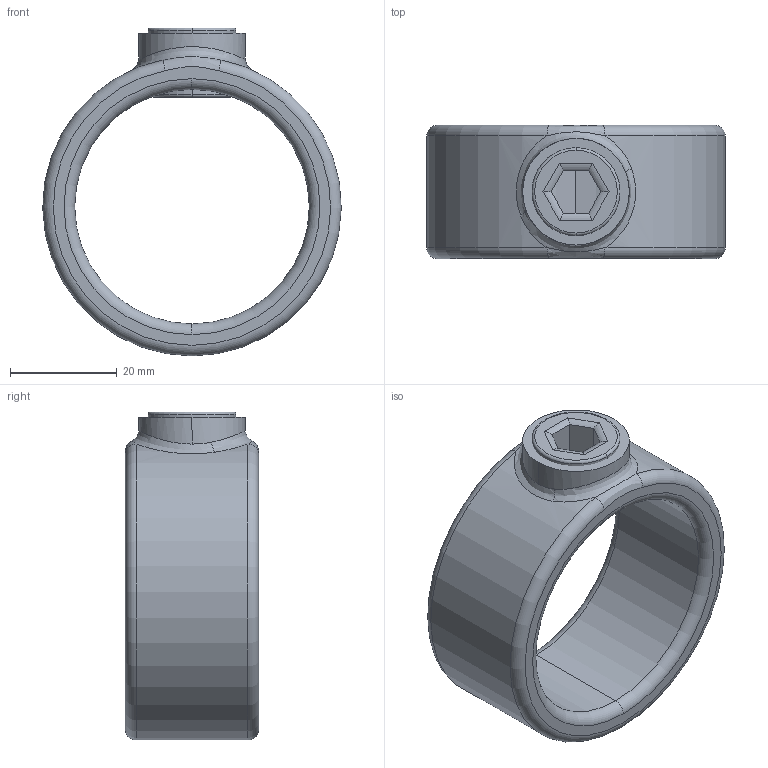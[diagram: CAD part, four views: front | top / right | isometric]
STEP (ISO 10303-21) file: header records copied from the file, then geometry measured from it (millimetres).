
FILE_DESCRIPTION (( 'STEP AP203' ), '1' );
FILE_NAME ('179-C42.step', '2015-09-17T16:26:18', ( '' ), ( '' ), 'SwSTEP 2.0', 'SolidWorks 2015', '' );
FILE_SCHEMA (( 'CONFIG_CONTROL_DESIGN' ));
Length unit declared in the file: millimetre
Products named in the file (3): 179-C42 Teil2; 179-C42 Teil1; 179-C42
Assembly tree (2 placements, depth 2):
  179-C42
    179-C42 Teil1
    179-C42 Teil2
Bounding box: 56 x 25 x 61.5 mm (x, y, z)
Volume: 24664.2 mm3; surface area: 10980.5 mm2
Topology: 2 solids, 2 shells, 47 faces, 108 edges, 64 vertices
Faces by surface type: cylinder 22, plane 11, torus 10, bspline 4
Entity records: 2272 total; most frequent: CARTESIAN_POINT 953, DIRECTION 216, ORIENTED_EDGE 216, EDGE_CURVE 108, AXIS2_PLACEMENT_3D 88, VERTEX_POINT 64, EDGE_LOOP 52, ADVANCED_FACE 47
